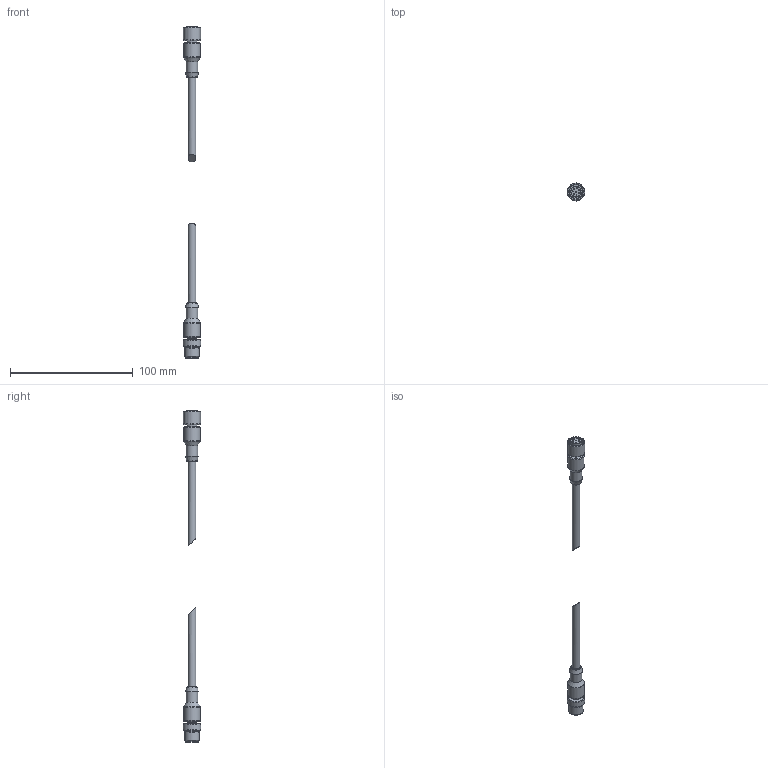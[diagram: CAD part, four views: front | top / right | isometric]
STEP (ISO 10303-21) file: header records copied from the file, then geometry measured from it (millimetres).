
FILE_DESCRIPTION(/* description */ ('STEP AP214'),/* implementation_level */ '2;1');
FILE_NAME(/* name */ '553575_NEBV-M12G8-K-2-M12G4',/* time_stamp */ '2024-09-12T20:30:23+02:00',/* author */ ('License CC BY-ND 4.0'),/* organization */ ('CADENAS'),/* preprocessor_version */ 'ST-DEVELOPER v19.3',/* originating_system */ 'PARTsolutions',/* authorisation */ ' ');
FILE_SCHEMA (('AUTOMOTIVE_DESIGN {1 0 10303 214 3 1 1}'));
Length unit declared in the file: millimetre
Products named in the file (3): 553575 NEBV-M12G8-K-2-M12G4; P3033M22 NEBV; P3033M21 NEBV
Assembly tree (2 placements, depth 2):
  553575 NEBV-M12G8-K-2-M12G4
    P3033M22 NEBV
    P3033M21 NEBV
Bounding box: 14.5 x 14.5 x 270.8 mm (x, y, z)
Volume: 13099.3 mm3; surface area: 7758.8 mm2
Topology: 2 solids, 2 shells, 103 faces, 206 edges, 131 vertices
Faces by surface type: plane 46, cylinder 35, cone 13, torus 9
Full cylindrical faces by diameter (mm): 0.8 x8, 1 x4, 6.3 x2, 8 x2, 9 x1, 9.5 x2, 10.8 x1, 10.917 x1, 11.25 x1, 12 x1, 13.8 x2, 14 x1, 14.5 x1
Entity records: 3168 total; most frequent: DIRECTION 458, CARTESIAN_POINT 387, ORIENTED_EDGE 302, AXIS2_PLACEMENT_3D 203, EDGE_LOOP 175, FACE_BOUND 175, EDGE_CURVE 151, VERTEX_POINT 124
